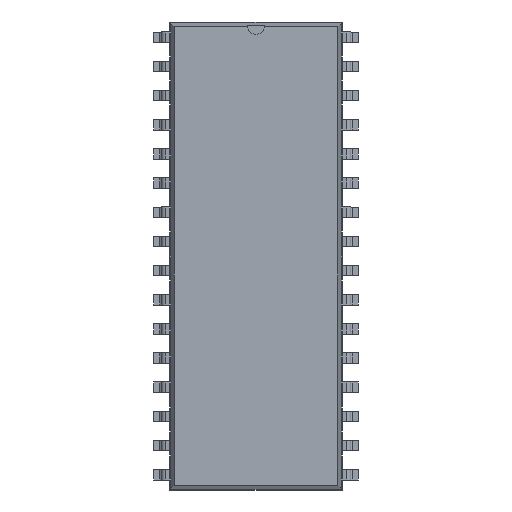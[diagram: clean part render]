
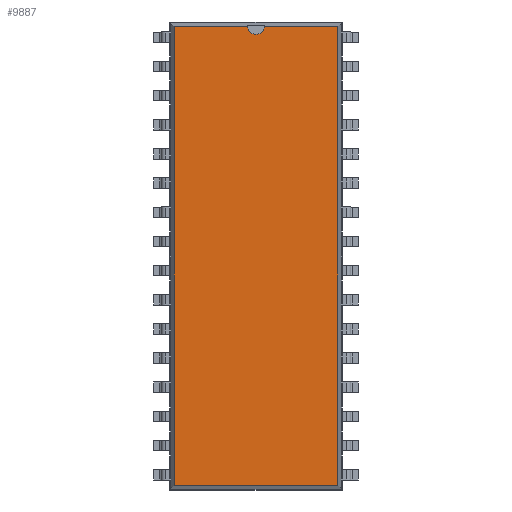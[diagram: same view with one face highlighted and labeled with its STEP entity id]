
A CAD part, top view. The second image highlights one B-rep face of the part: STEP entity #9887.
In plain terms, the highlighted planar face has unit normal (0, 0, 1).
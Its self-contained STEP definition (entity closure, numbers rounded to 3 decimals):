
#27=VECTOR('',#28,1.);
#28=DIRECTION('',(0.,1.,0.));
#34=VECTOR('',#35,1.);
#35=DIRECTION('',(-1.,0.,0.));
#41=VECTOR('',#42,1.);
#42=DIRECTION('',(0.,-1.,0.));
#46=VECTOR('',#47,1.);
#47=DIRECTION('',(1.,0.,0.));
#50=DIRECTION('',(0.,0.,-1.));
#1793=DIRECTION('',(0.,0.,-1.));
#6629=VERTEX_POINT('',#6630);
#6630=CARTESIAN_POINT('',(7.106,19.981,3.68));
#6632=ORIENTED_EDGE('',*,*,#6633,.F.);
#6633=EDGE_CURVE('',#6634,#6629,#6636,.T.);
#6634=VERTEX_POINT('',#6635);
#6635=CARTESIAN_POINT('',(7.106,-19.981,3.68));
#6636=LINE('',#6635,#27);
#8214=VERTEX_POINT('',#8215);
#8215=CARTESIAN_POINT('',(-7.106,19.981,3.68));
#8217=ORIENTED_EDGE('',*,*,#8218,.F.);
#8218=EDGE_CURVE('',#8219,#8214,#8221,.T.);
#8219=VERTEX_POINT('',#8220);
#8220=CARTESIAN_POINT('',(-0.746,19.981,3.68));
#8221=LINE('',#6630,#34);
#8240=VERTEX_POINT('',#8241);
#8241=CARTESIAN_POINT('',(0.746,19.981,3.68));
#8247=ORIENTED_EDGE('',*,*,#8248,.F.);
#8248=EDGE_CURVE('',#6629,#8240,#8221,.T.);
#8304=VERTEX_POINT('',#8305);
#8305=CARTESIAN_POINT('',(-7.106,-19.981,3.68));
#8307=ORIENTED_EDGE('',*,*,#8308,.F.);
#8308=EDGE_CURVE('',#8214,#8304,#8309,.T.);
#8309=LINE('',#8215,#41);
#9882=ORIENTED_EDGE('',*,*,#9883,.F.);
#9883=EDGE_CURVE('',#8304,#6634,#9884,.T.);
#9884=LINE('',#8305,#46);
#9887=ADVANCED_FACE('',(#9888),#9899,.F.);
#9888=FACE_BOUND('',#9889,.F.);
#9889=EDGE_LOOP('',(#6632,#9882,#8307,#8217,#9890,#9897,#8247));
#9890=ORIENTED_EDGE('',*,*,#9891,.F.);
#9891=EDGE_CURVE('',#9892,#8219,#9894,.T.);
#9892=VERTEX_POINT('',#9893);
#9893=CARTESIAN_POINT('',(0.,19.306,3.68));
#9894=CIRCLE('',#9895,0.75);
#9895=AXIS2_PLACEMENT_3D('',#9896,#1793,#42);
#9896=CARTESIAN_POINT('',(0.,20.056,3.68));
#9897=ORIENTED_EDGE('',*,*,#9898,.F.);
#9898=EDGE_CURVE('',#8240,#9892,#9894,.T.);
#9899=PLANE('',#9900);
#9900=AXIS2_PLACEMENT_3D('',#6635,#50,#9901);
#9901=DIRECTION('',(-0.335,0.942,0.));
